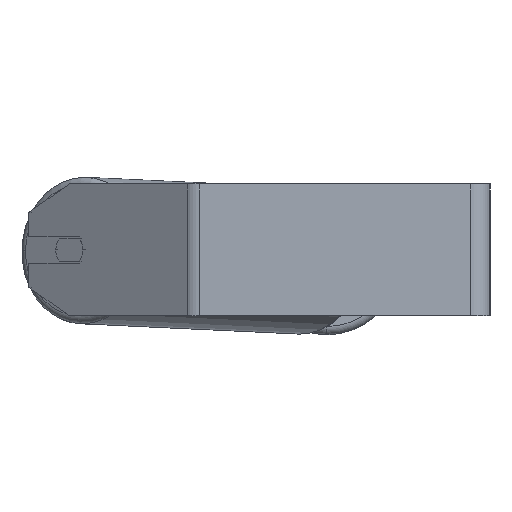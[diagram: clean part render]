
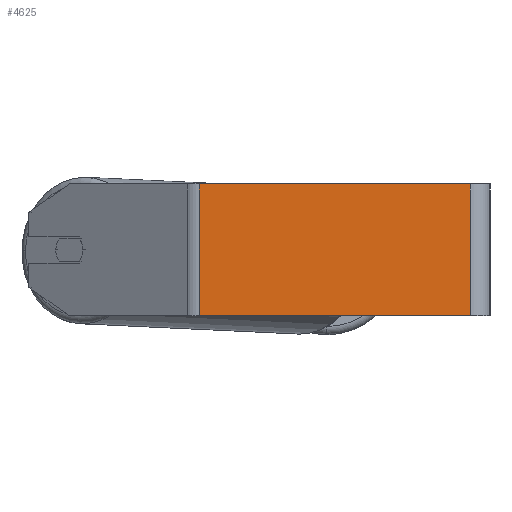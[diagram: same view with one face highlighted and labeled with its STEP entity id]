
A CAD part, left-side view. The second image highlights one B-rep face of the part: STEP entity #4625.
In plain terms, the highlighted planar face has unit normal (-1, 0, 0).
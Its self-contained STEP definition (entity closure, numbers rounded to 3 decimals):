
#403 = VERTEX_POINT ( 'NONE', #644 ) ;
#575 = EDGE_CURVE ( 'NONE', #403, #2465, #3561, .T. ) ;
#644 = CARTESIAN_POINT ( 'NONE',  ( -415., 176.52, 40. ) ) ;
#1185 = CARTESIAN_POINT ( 'NONE',  ( -415., 180.304, -40. ) ) ;
#1200 = CARTESIAN_POINT ( 'NONE',  ( -415., 180.304, 40. ) ) ;
#1414 = CARTESIAN_POINT ( 'NONE',  ( -415., 12., 40. ) ) ;
#1606 = CARTESIAN_POINT ( 'NONE',  ( -415., 176.52, 40. ) ) ;
#1892 = VERTEX_POINT ( 'NONE', #7400 ) ;
#1943 = CARTESIAN_POINT ( 'NONE',  ( -415., 180.304, 40. ) ) ;
#1991 = DIRECTION ( 'NONE',  ( 0., 0., -1. ) ) ;
#2465 = VERTEX_POINT ( 'NONE', #2738 ) ;
#2738 = CARTESIAN_POINT ( 'NONE',  ( -415., 176.52, -40. ) ) ;
#3188 = LINE ( 'NONE', #1185, #7023 ) ;
#3489 = VECTOR ( 'NONE', #3979, 1000. ) ;
#3561 = LINE ( 'NONE', #1606, #5531 ) ;
#3759 = AXIS2_PLACEMENT_3D ( 'NONE', #1200, #7942, #1991 ) ;
#3979 = DIRECTION ( 'NONE',  ( 0., -1., 0. ) ) ;
#4075 = LINE ( 'NONE', #1943, #3489 ) ;
#4087 = ORIENTED_EDGE ( 'NONE', *, *, #7822, .T. ) ;
#4157 = DIRECTION ( 'NONE',  ( 0., 0., -1. ) ) ;
#4469 = VECTOR ( 'NONE', #4157, 1000. ) ;
#4535 = ORIENTED_EDGE ( 'NONE', *, *, #6423, .F. ) ;
#4625 = ADVANCED_FACE ( 'NONE', ( #8734 ), #7264, .F. ) ;
#4777 = LINE ( 'NONE', #1414, #4469 ) ;
#5186 = ORIENTED_EDGE ( 'NONE', *, *, #7343, .F. ) ;
#5531 = VECTOR ( 'NONE', #8255, 1000. ) ;
#5837 = VERTEX_POINT ( 'NONE', #7357 ) ;
#5938 = ORIENTED_EDGE ( 'NONE', *, *, #575, .T. ) ;
#6348 = EDGE_LOOP ( 'NONE', ( #4087, #4535, #5186, #5938 ) ) ;
#6423 = EDGE_CURVE ( 'NONE', #1892, #5837, #4777, .T. ) ;
#7023 = VECTOR ( 'NONE', #8012, 1000. ) ;
#7264 = PLANE ( 'NONE',  #3759 ) ;
#7343 = EDGE_CURVE ( 'NONE', #403, #1892, #4075, .T. ) ;
#7357 = CARTESIAN_POINT ( 'NONE',  ( -415., 12., -40. ) ) ;
#7400 = CARTESIAN_POINT ( 'NONE',  ( -415., 12., 40. ) ) ;
#7822 = EDGE_CURVE ( 'NONE', #2465, #5837, #3188, .T. ) ;
#7942 = DIRECTION ( 'NONE',  ( 1., 0., 0. ) ) ;
#8012 = DIRECTION ( 'NONE',  ( 0., -1., 0. ) ) ;
#8255 = DIRECTION ( 'NONE',  ( 0., 0., -1. ) ) ;
#8734 = FACE_OUTER_BOUND ( 'NONE', #6348, .T. ) ;
